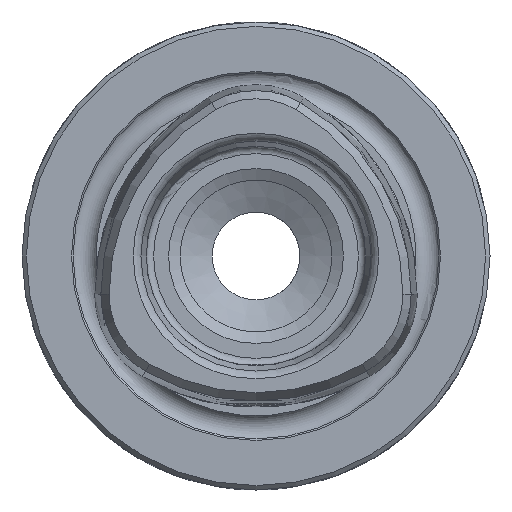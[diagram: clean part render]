
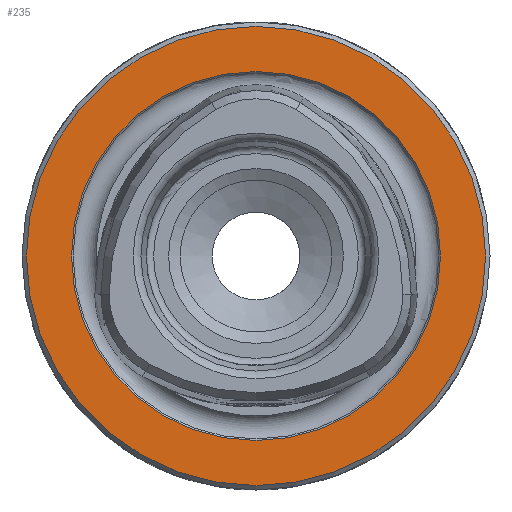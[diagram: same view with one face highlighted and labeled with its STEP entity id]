
A CAD part, left-side view. The second image highlights one B-rep face of the part: STEP entity #235.
In plain terms, the highlighted planar face has unit normal (-1, 0, 0).
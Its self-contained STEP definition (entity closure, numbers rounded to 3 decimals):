
#235 = ADVANCED_FACE( '', ( #544, #545 ), #546, .T. );
#544 = FACE_OUTER_BOUND( '', #908, .T. );
#545 = FACE_BOUND( '', #909, .T. );
#546 = PLANE( '', #910 );
#908 = EDGE_LOOP( '', ( #1536 ) );
#909 = EDGE_LOOP( '', ( #1537 ) );
#910 = AXIS2_PLACEMENT_3D( '', #1538, #1539, #1540 );
#1536 = ORIENTED_EDGE( '', *, *, #2112, .T. );
#1537 = ORIENTED_EDGE( '', *, *, #1963, .F. );
#1538 = CARTESIAN_POINT( '', ( 0., 0., 12.25 ) );
#1539 = DIRECTION( '', ( -1., 0., 0. ) );
#1540 = DIRECTION( '', ( 0., 0., 1. ) );
#1963 = EDGE_CURVE( '', #2316, #2316, #2317, .T. );
#2112 = EDGE_CURVE( '', #2546, #2546, #2547, .T. );
#2316 = VERTEX_POINT( '', #2954 );
#2317 = CIRCLE( '', #2955, 12.614 );
#2546 = VERTEX_POINT( '', #3661 );
#2547 = CIRCLE( '', #3662, 15.7 );
#2954 = CARTESIAN_POINT( '', ( 0., 0., 12.614 ) );
#2955 = AXIS2_PLACEMENT_3D( '', #3876, #3877, #3878 );
#3661 = CARTESIAN_POINT( '', ( 0., 0., 15.7 ) );
#3662 = AXIS2_PLACEMENT_3D( '', #4050, #4051, #4052 );
#3876 = CARTESIAN_POINT( '', ( 0., 0., 0. ) );
#3877 = DIRECTION( '', ( -1., 0., 0. ) );
#3878 = DIRECTION( '', ( 0., 0., 1. ) );
#4050 = CARTESIAN_POINT( '', ( 0., 0., 0. ) );
#4051 = DIRECTION( '', ( -1., 0., 0. ) );
#4052 = DIRECTION( '', ( 0., 0., 1. ) );
